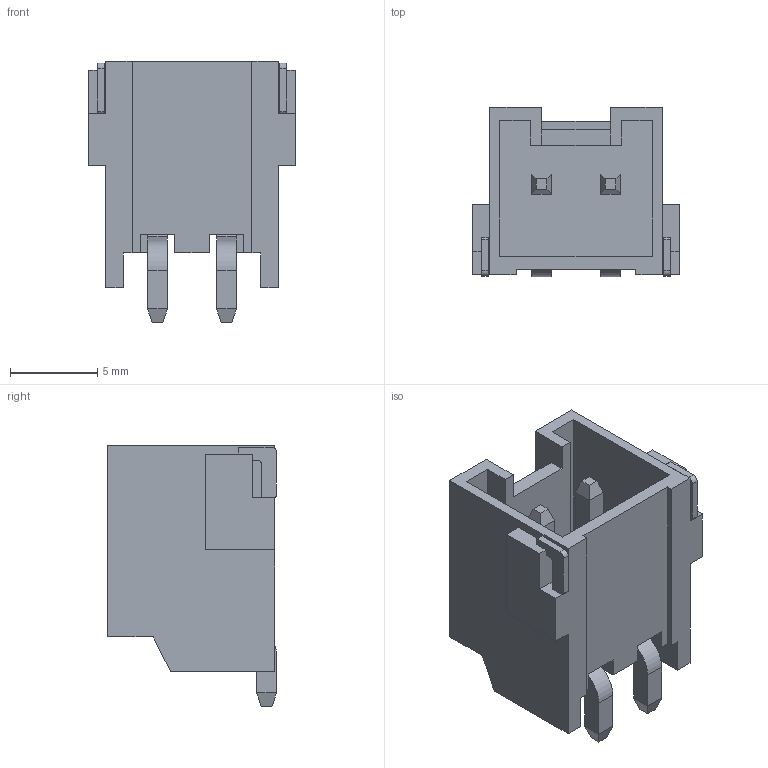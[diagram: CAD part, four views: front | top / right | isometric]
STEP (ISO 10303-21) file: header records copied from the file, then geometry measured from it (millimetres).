
FILE_DESCRIPTION((''),'2;1');
FILE_NAME('FWF39615-2P','2022-07-01T',('工程三'),(''),'PRO/ENGINEER BY PARAMETRIC TECHNOLOGY CORPORATION, 2010280','PRO/ENGINEER BY PARAMETRIC TECHNOLOGY CORPORATION, 2010280','');
FILE_SCHEMA(('CONFIG_CONTROL_DESIGN'));
Length unit declared in the file: millimetre
Products named in the file (1): FWF39615-2P
Bounding box: 11.88 x 9.7 x 15 mm (x, y, z)
Volume: 510.3 mm3; surface area: 1196.4 mm2
Topology: 1 solids, 1 shells, 133 faces, 369 edges, 240 vertices
Faces by surface type: plane 117, cylinder 16
Entity records: 4217 total; most frequent: CARTESIAN_POINT 742, ORIENTED_EDGE 738, DIRECTION 667, EDGE_CURVE 369, VECTOR 337, LINE 337, VERTEX_POINT 240, AXIS2_PLACEMENT_3D 165
